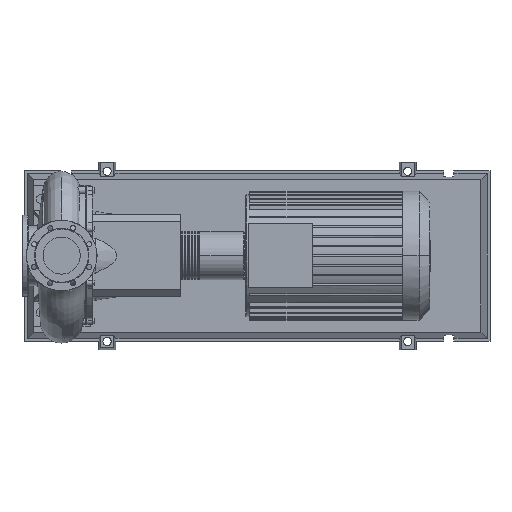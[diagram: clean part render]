
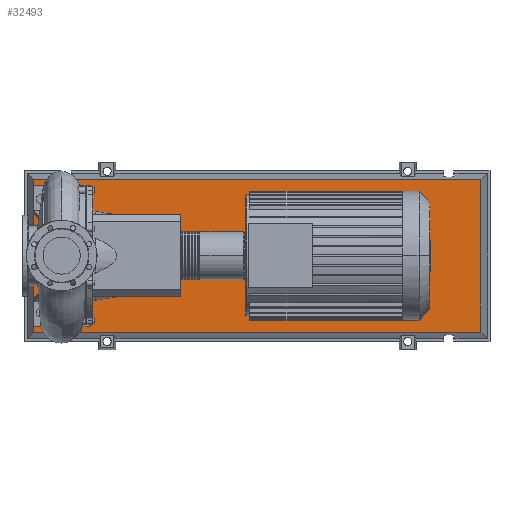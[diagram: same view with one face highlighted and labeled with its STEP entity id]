
A CAD part, top view. The second image highlights one B-rep face of the part: STEP entity #32493.
In plain terms, the highlighted planar face has unit normal (0, 0, 1).
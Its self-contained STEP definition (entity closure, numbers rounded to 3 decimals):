
#32174=CARTESIAN_POINT('',(1478.185,-268.185,123.0));
#32175=VERTEX_POINT('',#32174);
#32182=CARTESIAN_POINT('',(-98.185,-268.185,123.0));
#32183=VERTEX_POINT('',#32182);
#32184=CARTESIAN_POINT('',(1478.185,-268.185,123.0));
#32185=DIRECTION('',(-1.0,0.0,0.0));
#32186=VECTOR('',#32185,1576.37);
#32187=LINE('',#32184,#32186);
#32188=EDGE_CURVE('',#32175,#32183,#32187,.T.);
#32406=CARTESIAN_POINT('',(1478.185,268.185,123.0));
#32407=VERTEX_POINT('',#32406);
#32408=CARTESIAN_POINT('',(1478.185,268.185,123.0));
#32409=DIRECTION('',(0.0,-1.0,0.0));
#32410=VECTOR('',#32409,536.37);
#32411=LINE('',#32408,#32410);
#32412=EDGE_CURVE('',#32407,#32175,#32411,.T.);
#32430=CARTESIAN_POINT('',(-98.185,268.185,123.0));
#32431=VERTEX_POINT('',#32430);
#32432=CARTESIAN_POINT('',(-98.185,-268.185,123.0));
#32433=DIRECTION('',(0.0,1.0,0.0));
#32434=VECTOR('',#32433,536.37);
#32435=LINE('',#32432,#32434);
#32436=EDGE_CURVE('',#32183,#32431,#32435,.T.);
#32469=CARTESIAN_POINT('',(-98.185,268.185,123.0));
#32470=DIRECTION('',(1.0,0.0,0.0));
#32471=VECTOR('',#32470,1576.37);
#32472=LINE('',#32469,#32471);
#32473=EDGE_CURVE('',#32431,#32407,#32472,.T.);
#32482=CARTESIAN_POINT('',(690.,0.,123.0));
#32483=DIRECTION('',(0.0,0.0,1.0));
#32484=DIRECTION('',(1.0,0.0,0.0));
#32485=AXIS2_PLACEMENT_3D('',#32482,#32483,#32484);
#32486=PLANE('',#32485);
#32487=ORIENTED_EDGE('',*,*,#32412,.F.);
#32488=ORIENTED_EDGE('',*,*,#32473,.F.);
#32489=ORIENTED_EDGE('',*,*,#32436,.F.);
#32490=ORIENTED_EDGE('',*,*,#32188,.F.);
#32491=EDGE_LOOP('',(#32487,#32488,#32489,#32490));
#32492=FACE_OUTER_BOUND('',#32491,.T.);
#32493=ADVANCED_FACE('',(#32492),#32486,.T.);
